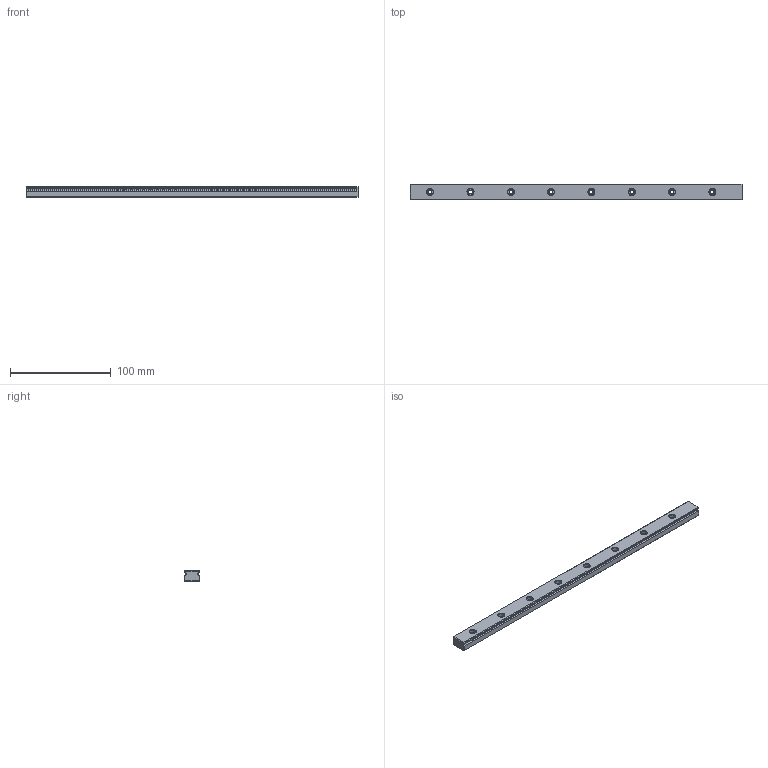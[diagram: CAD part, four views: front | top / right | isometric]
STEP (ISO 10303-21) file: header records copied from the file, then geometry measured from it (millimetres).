
FILE_DESCRIPTION(/* description */ (''),/* implementation_level */ '2;1');
FILE_NAME(/* name */ 'MGN12Body bottom.step',/* time_stamp */ '2026-01-06T23:08:58-06:00',/* author */ (''),/* organization */ (''),/* preprocessor_version */ 'ST-DEVELOPER v20.1',/* originating_system */ 'Autodesk Translation Framework v14.21.0.0',/* authorisation */ '');
FILE_SCHEMA (('AUTOMOTIVE_DESIGN { 1 0 10303 214 3 1 1 }'));
Length unit declared in the file: millimetre
Products named in the file (1): MGN12Body bottom
Bounding box: 329.37 x 15 x 10 mm (x, y, z)
Volume: 45789.5 mm3; surface area: 19305.7 mm2
Topology: 1 solids, 1 shells, 64 faces, 142 edges, 88 vertices
Faces by surface type: plane 36, cylinder 20, cone 8
Full cylindrical faces by diameter (mm): 3.5 x8, 6 x8
Entity records: 1830 total; most frequent: DIRECTION 324, CARTESIAN_POINT 295, ORIENTED_EDGE 284, EDGE_CURVE 142, AXIS2_PLACEMENT_3D 117, LINE 90, VECTOR 90, EDGE_LOOP 88
